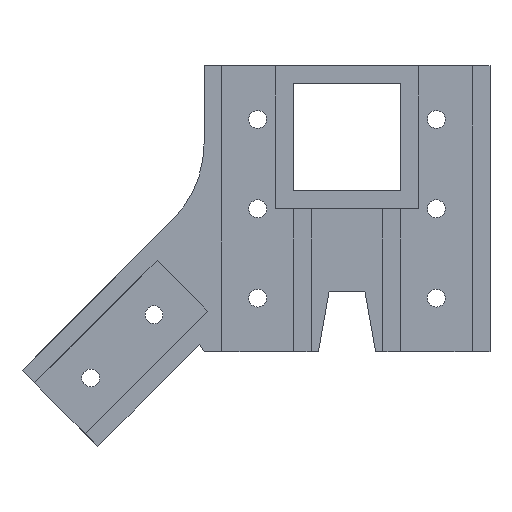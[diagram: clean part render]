
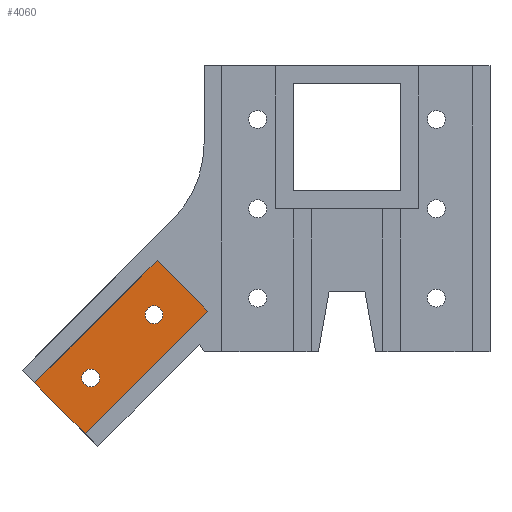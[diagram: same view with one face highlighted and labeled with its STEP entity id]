
A CAD part, front view. The second image highlights one B-rep face of the part: STEP entity #4060.
In plain terms, the highlighted planar face has unit normal (0, -1, 0).
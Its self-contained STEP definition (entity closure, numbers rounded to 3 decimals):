
#44 = PLANE('',#45);
#45 = AXIS2_PLACEMENT_3D('',#46,#47,#48);
#46 = CARTESIAN_POINT('',(-77.912,127.,-80.198));
#47 = DIRECTION('',(-0.707,0.,-0.707)
  );
#48 = DIRECTION('',(-0.707,0.,0.707)
  );
#761 = CYLINDRICAL_SURFACE('',#762,2.5);
#762 = AXIS2_PLACEMENT_3D('',#763,#764,#765);
#763 = CARTESIAN_POINT('',(-58.676,127.,-82.326));
#764 = DIRECTION('',(0.,1.,0.));
#765 = DIRECTION('',(1.,0.,0.));
#796 = CYLINDRICAL_SURFACE('',#797,2.5);
#797 = AXIS2_PLACEMENT_3D('',#798,#799,#800);
#798 = CARTESIAN_POINT('',(-40.998,127.,-64.648));
#799 = DIRECTION('',(0.,1.,0.));
#800 = DIRECTION('',(1.,0.,0.));
#892 = VERTEX_POINT('',#893);
#893 = CARTESIAN_POINT('',(-74.397,122.,-83.713));
#907 = PLANE('',#908);
#908 = AXIS2_PLACEMENT_3D('',#909,#910,#911);
#909 = CARTESIAN_POINT('',(-40.142,97.,-49.459));
#910 = DIRECTION('',(0.707,0.,-0.707)
  );
#911 = DIRECTION('',(0.707,0.,0.707)
  );
#919 = EDGE_CURVE('',#892,#920,#922,.T.);
#920 = VERTEX_POINT('',#921);
#921 = CARTESIAN_POINT('',(-60.255,122.,-97.855));
#922 = SURFACE_CURVE('',#923,(#927,#934),.PCURVE_S1.);
#923 = LINE('',#924,#925);
#924 = CARTESIAN_POINT('',(-76.154,122.,-81.956));
#925 = VECTOR('',#926,1.);
#926 = DIRECTION('',(0.707,0.,-0.707)
  );
#927 = PCURVE('',#44,#928);
#928 = DEFINITIONAL_REPRESENTATION('',(#929),#933);
#929 = LINE('',#930,#931);
#930 = CARTESIAN_POINT('',(-2.485,-5.));
#931 = VECTOR('',#932,1.);
#932 = DIRECTION('',(-1.,0.));
#933 = ( GEOMETRIC_REPRESENTATION_CONTEXT(2) 
PARAMETRIC_REPRESENTATION_CONTEXT() REPRESENTATION_CONTEXT('2D SPACE',''
  ) );
#934 = PCURVE('',#935,#940);
#935 = PLANE('',#936);
#936 = AXIS2_PLACEMENT_3D('',#937,#938,#939);
#937 = CARTESIAN_POINT('',(-86.341,122.,-95.657));
#938 = DIRECTION('',(0.,-1.,0.));
#939 = DIRECTION('',(0.,0.,-1.));
#940 = DEFINITIONAL_REPRESENTATION('',(#941),#945);
#941 = LINE('',#942,#943);
#942 = CARTESIAN_POINT('',(-13.701,10.186));
#943 = VECTOR('',#944,1.);
#944 = DIRECTION('',(0.707,0.707));
#945 = ( GEOMETRIC_REPRESENTATION_CONTEXT(2) 
PARAMETRIC_REPRESENTATION_CONTEXT() REPRESENTATION_CONTEXT('2D SPACE',''
  ) );
#963 = PLANE('',#964);
#964 = AXIS2_PLACEMENT_3D('',#965,#966,#967);
#965 = CARTESIAN_POINT('',(-72.199,97.,
    -109.799));
#966 = DIRECTION('',(-0.707,0.,0.707)
  );
#967 = DIRECTION('',(-0.707,0.,-0.707)
  );
#3267 = VERTEX_POINT('',#3268);
#3268 = CARTESIAN_POINT('',(-56.176,122.,-82.326));
#3289 = EDGE_CURVE('',#3267,#3267,#3290,.T.);
#3290 = SURFACE_CURVE('',#3291,(#3296,#3303),.PCURVE_S1.);
#3291 = CIRCLE('',#3292,2.5);
#3292 = AXIS2_PLACEMENT_3D('',#3293,#3294,#3295);
#3293 = CARTESIAN_POINT('',(-58.676,122.,-82.326));
#3294 = DIRECTION('',(0.,-1.,0.));
#3295 = DIRECTION('',(1.,0.,0.));
#3296 = PCURVE('',#761,#3297);
#3297 = DEFINITIONAL_REPRESENTATION('',(#3298),#3302);
#3298 = LINE('',#3299,#3300);
#3299 = CARTESIAN_POINT('',(-0.,-5.));
#3300 = VECTOR('',#3301,1.);
#3301 = DIRECTION('',(-1.,0.));
#3302 = ( GEOMETRIC_REPRESENTATION_CONTEXT(2) 
PARAMETRIC_REPRESENTATION_CONTEXT() REPRESENTATION_CONTEXT('2D SPACE',''
  ) );
#3303 = PCURVE('',#935,#3304);
#3304 = DEFINITIONAL_REPRESENTATION('',(#3305),#3309);
#3305 = CIRCLE('',#3306,2.5);
#3306 = AXIS2_PLACEMENT_2D('',#3307,#3308);
#3307 = CARTESIAN_POINT('',(-13.331,27.665));
#3308 = DIRECTION('',(0.,1.));
#3309 = ( GEOMETRIC_REPRESENTATION_CONTEXT(2) 
PARAMETRIC_REPRESENTATION_CONTEXT() REPRESENTATION_CONTEXT('2D SPACE',''
  ) );
#3317 = VERTEX_POINT('',#3318);
#3318 = CARTESIAN_POINT('',(-38.498,122.,-64.648));
#3339 = EDGE_CURVE('',#3317,#3317,#3340,.T.);
#3340 = SURFACE_CURVE('',#3341,(#3346,#3353),.PCURVE_S1.);
#3341 = CIRCLE('',#3342,2.5);
#3342 = AXIS2_PLACEMENT_3D('',#3343,#3344,#3345);
#3343 = CARTESIAN_POINT('',(-40.998,122.,-64.648));
#3344 = DIRECTION('',(0.,-1.,0.));
#3345 = DIRECTION('',(1.,0.,0.));
#3346 = PCURVE('',#796,#3347);
#3347 = DEFINITIONAL_REPRESENTATION('',(#3348),#3352);
#3348 = LINE('',#3349,#3350);
#3349 = CARTESIAN_POINT('',(-0.,-5.));
#3350 = VECTOR('',#3351,1.);
#3351 = DIRECTION('',(-1.,0.));
#3352 = ( GEOMETRIC_REPRESENTATION_CONTEXT(2) 
PARAMETRIC_REPRESENTATION_CONTEXT() REPRESENTATION_CONTEXT('2D SPACE',''
  ) );
#3353 = PCURVE('',#935,#3354);
#3354 = DEFINITIONAL_REPRESENTATION('',(#3355),#3359);
#3355 = CIRCLE('',#3356,2.5);
#3356 = AXIS2_PLACEMENT_2D('',#3357,#3358);
#3357 = CARTESIAN_POINT('',(-31.009,45.342));
#3358 = DIRECTION('',(0.,1.));
#3359 = ( GEOMETRIC_REPRESENTATION_CONTEXT(2) 
PARAMETRIC_REPRESENTATION_CONTEXT() REPRESENTATION_CONTEXT('2D SPACE',''
  ) );
#3664 = PLANE('',#3665);
#3665 = AXIS2_PLACEMENT_3D('',#3666,#3667,#3668);
#3666 = CARTESIAN_POINT('',(-26.,97.,-63.601));
#3667 = DIRECTION('',(-0.707,0.,-0.707
    ));
#3668 = DIRECTION('',(0.707,0.,-0.707)
  );
#3824 = VERTEX_POINT('',#3825);
#3825 = CARTESIAN_POINT('',(-40.142,122.,-49.459));
#3846 = EDGE_CURVE('',#3824,#892,#3847,.T.);
#3847 = SURFACE_CURVE('',#3848,(#3852,#3859),.PCURVE_S1.);
#3848 = LINE('',#3849,#3850);
#3849 = CARTESIAN_POINT('',(-40.142,122.,-49.459));
#3850 = VECTOR('',#3851,1.);
#3851 = DIRECTION('',(-0.707,0.,-0.707
    ));
#3852 = PCURVE('',#907,#3853);
#3853 = DEFINITIONAL_REPRESENTATION('',(#3854),#3858);
#3854 = LINE('',#3855,#3856);
#3855 = CARTESIAN_POINT('',(0.,-25.));
#3856 = VECTOR('',#3857,1.);
#3857 = DIRECTION('',(-1.,0.));
#3858 = ( GEOMETRIC_REPRESENTATION_CONTEXT(2) 
PARAMETRIC_REPRESENTATION_CONTEXT() REPRESENTATION_CONTEXT('2D SPACE',''
  ) );
#3859 = PCURVE('',#935,#3860);
#3860 = DEFINITIONAL_REPRESENTATION('',(#3861),#3865);
#3861 = LINE('',#3862,#3863);
#3862 = CARTESIAN_POINT('',(-46.199,46.199));
#3863 = VECTOR('',#3864,1.);
#3864 = DIRECTION('',(0.707,-0.707));
#3865 = ( GEOMETRIC_REPRESENTATION_CONTEXT(2) 
PARAMETRIC_REPRESENTATION_CONTEXT() REPRESENTATION_CONTEXT('2D SPACE',''
  ) );
#4017 = EDGE_CURVE('',#920,#4018,#4020,.T.);
#4018 = VERTEX_POINT('',#4019);
#4019 = CARTESIAN_POINT('',(-26.,122.,-63.601));
#4020 = SURFACE_CURVE('',#4021,(#4025,#4032),.PCURVE_S1.);
#4021 = LINE('',#4022,#4023);
#4022 = CARTESIAN_POINT('',(-72.199,122.,-109.799));
#4023 = VECTOR('',#4024,1.);
#4024 = DIRECTION('',(0.707,0.,0.707)
  );
#4025 = PCURVE('',#963,#4026);
#4026 = DEFINITIONAL_REPRESENTATION('',(#4027),#4031);
#4027 = LINE('',#4028,#4029);
#4028 = CARTESIAN_POINT('',(0.,-25.));
#4029 = VECTOR('',#4030,1.);
#4030 = DIRECTION('',(-1.,0.));
#4031 = ( GEOMETRIC_REPRESENTATION_CONTEXT(2) 
PARAMETRIC_REPRESENTATION_CONTEXT() REPRESENTATION_CONTEXT('2D SPACE',''
  ) );
#4032 = PCURVE('',#935,#4033);
#4033 = DEFINITIONAL_REPRESENTATION('',(#4034),#4038);
#4034 = LINE('',#4035,#4036);
#4035 = CARTESIAN_POINT('',(14.142,14.142));
#4036 = VECTOR('',#4037,1.);
#4037 = DIRECTION('',(-0.707,0.707));
#4038 = ( GEOMETRIC_REPRESENTATION_CONTEXT(2) 
PARAMETRIC_REPRESENTATION_CONTEXT() REPRESENTATION_CONTEXT('2D SPACE',''
  ) );
#4060 = ADVANCED_FACE('',(#4061,#4087,#4090),#935,.T.);
#4061 = FACE_BOUND('',#4062,.F.);
#4062 = EDGE_LOOP('',(#4063,#4064,#4065,#4086));
#4063 = ORIENTED_EDGE('',*,*,#919,.F.);
#4064 = ORIENTED_EDGE('',*,*,#3846,.F.);
#4065 = ORIENTED_EDGE('',*,*,#4066,.F.);
#4066 = EDGE_CURVE('',#4018,#3824,#4067,.T.);
#4067 = SURFACE_CURVE('',#4068,(#4072,#4079),.PCURVE_S1.);
#4068 = LINE('',#4069,#4070);
#4069 = CARTESIAN_POINT('',(-26.,122.,-63.601));
#4070 = VECTOR('',#4071,1.);
#4071 = DIRECTION('',(-0.707,0.,0.707
    ));
#4072 = PCURVE('',#935,#4073);
#4073 = DEFINITIONAL_REPRESENTATION('',(#4074),#4078);
#4074 = LINE('',#4075,#4076);
#4075 = CARTESIAN_POINT('',(-32.056,60.341));
#4076 = VECTOR('',#4077,1.);
#4077 = DIRECTION('',(-0.707,-0.707));
#4078 = ( GEOMETRIC_REPRESENTATION_CONTEXT(2) 
PARAMETRIC_REPRESENTATION_CONTEXT() REPRESENTATION_CONTEXT('2D SPACE',''
  ) );
#4079 = PCURVE('',#3664,#4080);
#4080 = DEFINITIONAL_REPRESENTATION('',(#4081),#4085);
#4081 = LINE('',#4082,#4083);
#4082 = CARTESIAN_POINT('',(0.,-25.));
#4083 = VECTOR('',#4084,1.);
#4084 = DIRECTION('',(-1.,0.));
#4085 = ( GEOMETRIC_REPRESENTATION_CONTEXT(2) 
PARAMETRIC_REPRESENTATION_CONTEXT() REPRESENTATION_CONTEXT('2D SPACE',''
  ) );
#4086 = ORIENTED_EDGE('',*,*,#4017,.F.);
#4087 = FACE_BOUND('',#4088,.F.);
#4088 = EDGE_LOOP('',(#4089));
#4089 = ORIENTED_EDGE('',*,*,#3339,.T.);
#4090 = FACE_BOUND('',#4091,.F.);
#4091 = EDGE_LOOP('',(#4092));
#4092 = ORIENTED_EDGE('',*,*,#3289,.T.);
